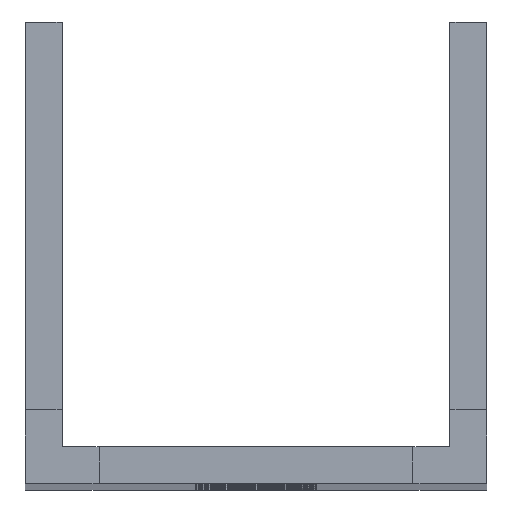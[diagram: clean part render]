
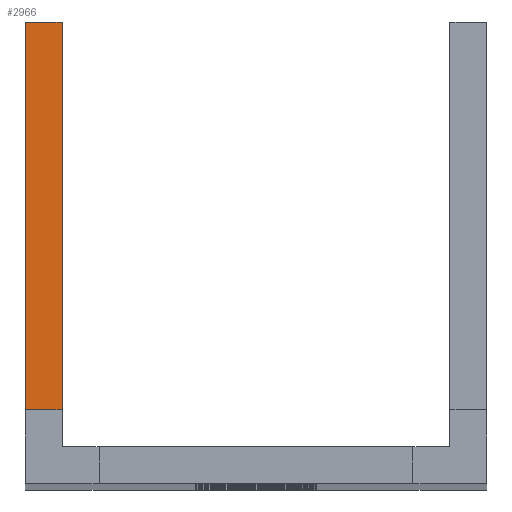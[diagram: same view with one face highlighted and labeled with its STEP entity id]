
A CAD part, top view. The second image highlights one B-rep face of the part: STEP entity #2966.
In plain terms, the highlighted planar face has unit normal (0, 0, 1).
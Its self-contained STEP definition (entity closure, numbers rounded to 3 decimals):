
#341=FACE_OUTER_BOUND('',#529,.T.);
#529=EDGE_LOOP('',(#2412,#2413,#2414,#2415));
#675=LINE('',#4398,#963);
#700=LINE('',#4487,#988);
#705=LINE('',#4496,#993);
#826=LINE('',#4818,#1114);
#963=VECTOR('',#3515,10.);
#988=VECTOR('',#3582,10.);
#993=VECTOR('',#3589,10.);
#1114=VECTOR('',#3952,10.);
#1307=VERTEX_POINT('',#4395);
#1308=VERTEX_POINT('',#4397);
#1351=VERTEX_POINT('',#4485);
#1354=VERTEX_POINT('',#4494);
#1583=EDGE_CURVE('',#1308,#1307,#675,.T.);
#1628=EDGE_CURVE('',#1307,#1351,#700,.T.);
#1633=EDGE_CURVE('',#1351,#1354,#705,.T.);
#1794=EDGE_CURVE('',#1354,#1308,#826,.T.);
#2412=ORIENTED_EDGE('',*,*,#1628,.T.);
#2413=ORIENTED_EDGE('',*,*,#1633,.T.);
#2414=ORIENTED_EDGE('',*,*,#1794,.T.);
#2415=ORIENTED_EDGE('',*,*,#1583,.T.);
#2709=PLANE('',#3247);
#2966=ADVANCED_FACE('',(#341),#2709,.T.);
#3247=AXIS2_PLACEMENT_3D('',#4817,#3950,#3951);
#3515=DIRECTION('',(0.,-1.,0.));
#3582=DIRECTION('',(1.,0.,0.));
#3589=DIRECTION('',(0.,1.,0.));
#3950=DIRECTION('center_axis',(0.,0.,1.));
#3951=DIRECTION('ref_axis',(1.,0.,0.));
#3952=DIRECTION('',(-1.,0.,0.));
#4395=CARTESIAN_POINT('',(-50.,8.,0.));
#4397=CARTESIAN_POINT('',(-50.,50.,0.));
#4398=CARTESIAN_POINT('',(-50.,-1.048,0.));
#4485=CARTESIAN_POINT('',(-46.,8.,0.));
#4487=CARTESIAN_POINT('',(-46.88,8.,0.));
#4494=CARTESIAN_POINT('',(-46.,50.,0.));
#4496=CARTESIAN_POINT('',(-46.,-1.048,0.));
#4817=CARTESIAN_POINT('Origin',(-50.,8.,0.));
#4818=CARTESIAN_POINT('',(-46.,50.,0.));
